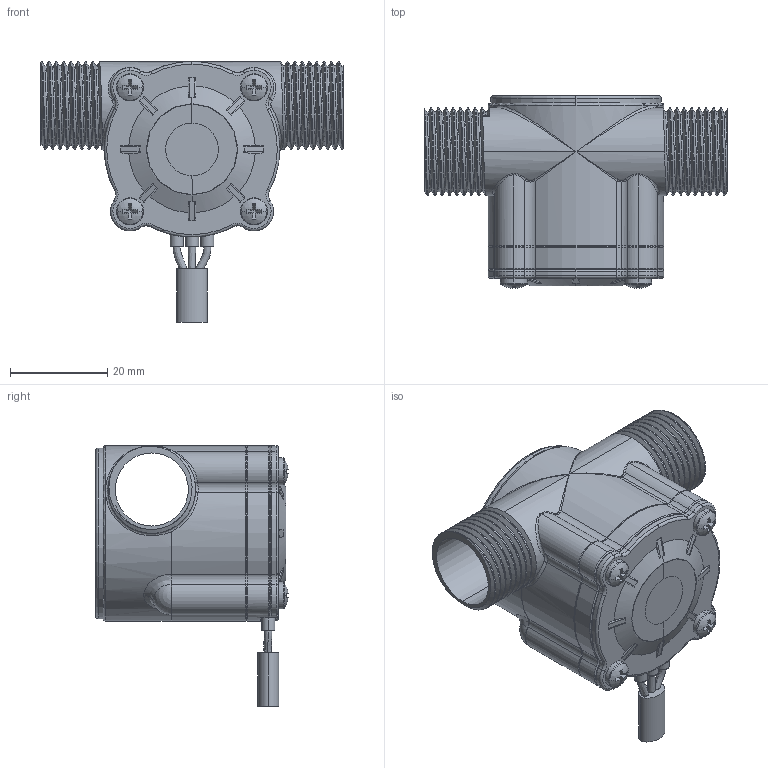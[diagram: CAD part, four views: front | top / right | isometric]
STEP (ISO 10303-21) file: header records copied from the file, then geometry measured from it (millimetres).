
FILE_DESCRIPTION (( 'STEP AP214' ), '1' );
FILE_NAME ('Water Flow sensor.STEP', '2022-05-17T12:44:23', ( '' ), ( '' ), 'SwSTEP 2.0', 'SolidWorks 2020', '' );
FILE_SCHEMA (( 'AUTOMOTIVE_DESIGN' ));
Length unit declared in the file: millimetre
Products named in the file (3): pan cross head_ai_CR-PHMS 0.112-48x0.375x0.375-S; Water Flow sensor; Water Flow Sensor
Assembly tree (5 placements, depth 2):
  Water Flow sensor
    Water Flow Sensor
    pan cross head_ai_CR-PHMS 0.112-48x0.375x0.375-S  x4
Bounding box: 62 x 39.49 x 53.5 mm (x, y, z)
Volume: 36949.6 mm3; surface area: 14217.5 mm2
Topology: 5 solids, 5 shells, 1157 faces, 2845 edges, 1705 vertices
Faces by surface type: cylinder 376, cone 341, torus 182, plane 177, bspline 69, sphere 12
Entity records: 31811 total; most frequent: CARTESIAN_POINT 14655, ORIENTED_EDGE 3618, DIRECTION 3573, EDGE_CURVE 1809, AXIS2_PLACEMENT_3D 1526, VERTEX_POINT 1063, CIRCLE 829, EDGE_LOOP 772
